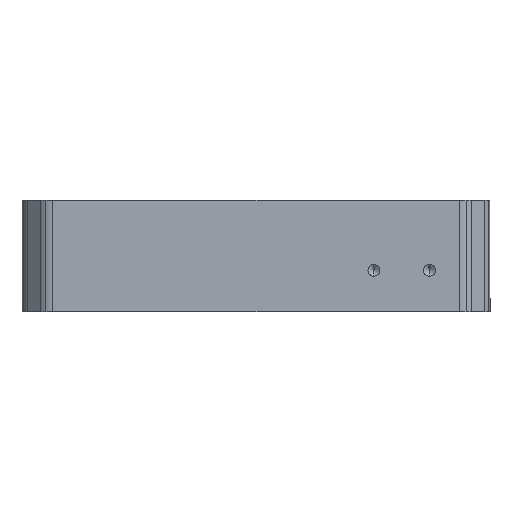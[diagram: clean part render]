
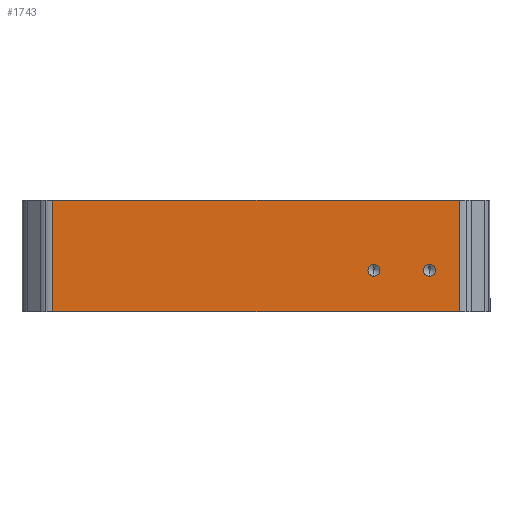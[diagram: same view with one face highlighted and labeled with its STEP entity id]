
A CAD part, left-side view. The second image highlights one B-rep face of the part: STEP entity #1743.
In plain terms, the highlighted planar face has unit normal (-1, 0, 0).
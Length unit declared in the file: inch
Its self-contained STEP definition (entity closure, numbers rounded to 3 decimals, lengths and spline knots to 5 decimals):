
#40 = DIRECTION ( 'NONE',  ( 0., 1., 0. ) ) ;
#112 = CARTESIAN_POINT ( 'NONE',  ( -1.62205, 0.40719, 1.10335 ) ) ;
#194 = CARTESIAN_POINT ( 'NONE',  ( -1.62205, 0., 1.61417 ) ) ;
#300 = VECTOR ( 'NONE', #549, 39.37008 ) ;
#330 = ORIENTED_EDGE ( 'NONE', *, *, #774, .F. ) ;
#355 = EDGE_CURVE ( 'NONE', #1306, #2258, #3422, .T. ) ;
#361 = AXIS2_PLACEMENT_3D ( 'NONE', #1620, #615, #40 ) ;
#386 = EDGE_CURVE ( 'NONE', #1998, #2535, #1652, .T. ) ;
#411 = CARTESIAN_POINT ( 'NONE',  ( -1.62205, 2.9432, 1.61417 ) ) ;
#440 = CARTESIAN_POINT ( 'NONE',  ( -1.62205, 0.2064, 1.61417 ) ) ;
#470 = EDGE_CURVE ( 'NONE', #2474, #3156, #826, .T. ) ;
#549 = DIRECTION ( 'NONE',  ( 0., 0., 1. ) ) ;
#553 = CARTESIAN_POINT ( 'NONE',  ( -1.62205, 2.9432, 0.86614 ) ) ;
#615 = DIRECTION ( 'NONE',  ( 1., 0., 0. ) ) ;
#617 = ORIENTED_EDGE ( 'NONE', *, *, #1971, .F. ) ;
#632 = AXIS2_PLACEMENT_3D ( 'NONE', #3476, #1114, #1358 ) ;
#761 = CIRCLE ( 'NONE', #2676, 0.04035 ) ;
#774 = EDGE_CURVE ( 'NONE', #3156, #1306, #3465, .T. ) ;
#807 = EDGE_LOOP ( 'NONE', ( #3403, #617 ) ) ;
#819 = DIRECTION ( 'NONE',  ( -1., 0., 0. ) ) ;
#826 = LINE ( 'NONE', #3438, #300 ) ;
#945 = CARTESIAN_POINT ( 'NONE',  ( -1.62205, 0.2064, 1.33858 ) ) ;
#1005 = EDGE_CURVE ( 'NONE', #2535, #1998, #3220, .T. ) ;
#1006 = DIRECTION ( 'NONE',  ( 0., -1., 0. ) ) ;
#1009 = DIRECTION ( 'NONE',  ( 0., 0., 1. ) ) ;
#1114 = DIRECTION ( 'NONE',  ( -1., 0., 0. ) ) ;
#1118 = CARTESIAN_POINT ( 'NONE',  ( -1.62205, 0.40719, 1.1437 ) ) ;
#1283 = CARTESIAN_POINT ( 'NONE',  ( -1.62205, 0.78121, 1.18406 ) ) ;
#1286 = ORIENTED_EDGE ( 'NONE', *, *, #355, .F. ) ;
#1306 = VERTEX_POINT ( 'NONE', #440 ) ;
#1319 = DIRECTION ( 'NONE',  ( 0., 0., 1. ) ) ;
#1328 = CIRCLE ( 'NONE', #1769, 0.04035 ) ;
#1358 = DIRECTION ( 'NONE',  ( 0., 0., 1. ) ) ;
#1360 = EDGE_CURVE ( 'NONE', #2258, #2474, #2586, .T. ) ;
#1473 = VECTOR ( 'NONE', #1791, 39.37008 ) ;
#1518 = CARTESIAN_POINT ( 'NONE',  ( -1.62205, 0., 0.86614 ) ) ;
#1591 = EDGE_LOOP ( 'NONE', ( #2279, #2589 ) ) ;
#1620 = CARTESIAN_POINT ( 'NONE',  ( -1.62205, 0., 1.33858 ) ) ;
#1639 = CARTESIAN_POINT ( 'NONE',  ( -1.62205, 0.78121, 1.10335 ) ) ;
#1652 = CIRCLE ( 'NONE', #632, 0.04035 ) ;
#1720 = EDGE_LOOP ( 'NONE', ( #330, #2681, #1901, #1286 ) ) ;
#1743 = ADVANCED_FACE ( 'NONE', ( #1910, #2155, #2984 ), #2719, .F. ) ;
#1769 = AXIS2_PLACEMENT_3D ( 'NONE', #2590, #2045, #1009 ) ;
#1791 = DIRECTION ( 'NONE',  ( 0., 0., -1. ) ) ;
#1901 = ORIENTED_EDGE ( 'NONE', *, *, #1360, .F. ) ;
#1910 = FACE_BOUND ( 'NONE', #1591, .T. ) ;
#1971 = EDGE_CURVE ( 'NONE', #2304, #3307, #1328, .T. ) ;
#1984 = AXIS2_PLACEMENT_3D ( 'NONE', #3227, #819, #1319 ) ;
#1998 = VERTEX_POINT ( 'NONE', #1283 ) ;
#2045 = DIRECTION ( 'NONE',  ( -1., 0., 0. ) ) ;
#2090 = VECTOR ( 'NONE', #1006, 39.37008 ) ;
#2155 = FACE_BOUND ( 'NONE', #807, .T. ) ;
#2219 = CARTESIAN_POINT ( 'NONE',  ( -1.62205, 0.2064, 0.86614 ) ) ;
#2258 = VERTEX_POINT ( 'NONE', #2219 ) ;
#2279 = ORIENTED_EDGE ( 'NONE', *, *, #386, .F. ) ;
#2304 = VERTEX_POINT ( 'NONE', #112 ) ;
#2474 = VERTEX_POINT ( 'NONE', #553 ) ;
#2477 = EDGE_CURVE ( 'NONE', #3307, #2304, #761, .T. ) ;
#2495 = VECTOR ( 'NONE', #2782, 39.37008 ) ;
#2535 = VERTEX_POINT ( 'NONE', #1639 ) ;
#2586 = LINE ( 'NONE', #1518, #2495 ) ;
#2589 = ORIENTED_EDGE ( 'NONE', *, *, #1005, .F. ) ;
#2590 = CARTESIAN_POINT ( 'NONE',  ( -1.62205, 0.40719, 1.1437 ) ) ;
#2676 = AXIS2_PLACEMENT_3D ( 'NONE', #1118, #2958, #3255 ) ;
#2681 = ORIENTED_EDGE ( 'NONE', *, *, #470, .F. ) ;
#2719 = PLANE ( 'NONE',  #361 ) ;
#2782 = DIRECTION ( 'NONE',  ( 0., 1., 0. ) ) ;
#2890 = CARTESIAN_POINT ( 'NONE',  ( -1.62205, 0.40719, 1.18406 ) ) ;
#2958 = DIRECTION ( 'NONE',  ( -1., 0., 0. ) ) ;
#2984 = FACE_OUTER_BOUND ( 'NONE', #1720, .T. ) ;
#3156 = VERTEX_POINT ( 'NONE', #411 ) ;
#3220 = CIRCLE ( 'NONE', #1984, 0.04035 ) ;
#3227 = CARTESIAN_POINT ( 'NONE',  ( -1.62205, 0.78121, 1.1437 ) ) ;
#3255 = DIRECTION ( 'NONE',  ( 0., 0., 1. ) ) ;
#3307 = VERTEX_POINT ( 'NONE', #2890 ) ;
#3403 = ORIENTED_EDGE ( 'NONE', *, *, #2477, .F. ) ;
#3422 = LINE ( 'NONE', #945, #1473 ) ;
#3438 = CARTESIAN_POINT ( 'NONE',  ( -1.62205, 2.9432, 1.33858 ) ) ;
#3465 = LINE ( 'NONE', #194, #2090 ) ;
#3476 = CARTESIAN_POINT ( 'NONE',  ( -1.62205, 0.78121, 1.1437 ) ) ;
